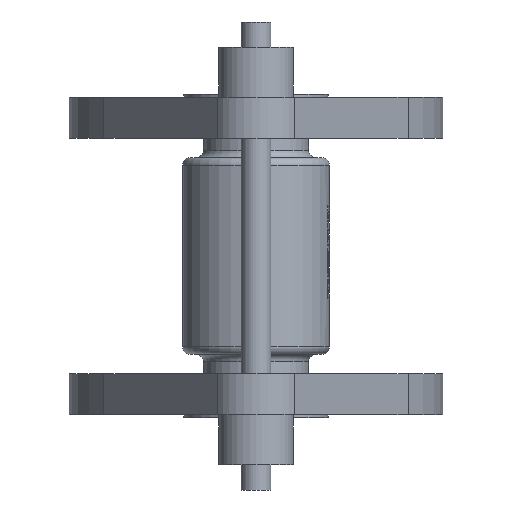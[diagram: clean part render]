
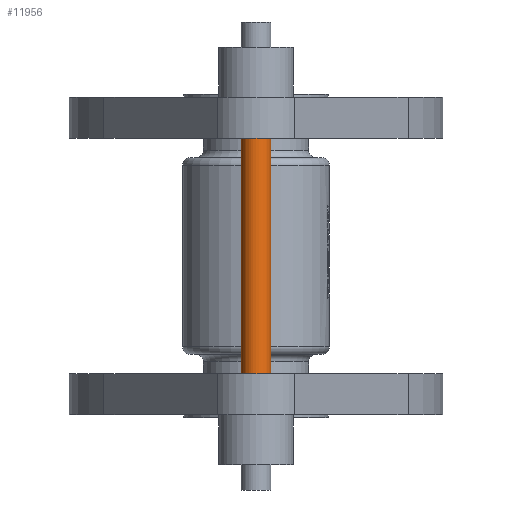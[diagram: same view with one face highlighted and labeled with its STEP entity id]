
A CAD part, front view. The second image highlights one B-rep face of the part: STEP entity #11956.
In plain terms, the highlighted cylindrical face has radius 6 mm (diameter 12 mm), a partial arc.
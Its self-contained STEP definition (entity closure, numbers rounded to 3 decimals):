
#1244 = DIRECTION ( 'NONE',  ( 0., 0., 1. ) ) ;
#2870 = DIRECTION ( 'NONE',  ( 0., 0., 1. ) ) ;
#2987 = EDGE_CURVE ( 'NONE', #18536, #27664, #20060, .T. ) ;
#3451 = CIRCLE ( 'NONE', #16436, 6. ) ;
#3458 = ORIENTED_EDGE ( 'NONE', *, *, #14205, .T. ) ;
#3543 = AXIS2_PLACEMENT_3D ( 'NONE', #9147, #11692, #21842 ) ;
#4214 = ORIENTED_EDGE ( 'NONE', *, *, #2987, .F. ) ;
#5364 = CARTESIAN_POINT ( 'NONE',  ( -6., -96.5, -111.1 ) ) ;
#6866 = CARTESIAN_POINT ( 'NONE',  ( -6., -96.5, -157.8 ) ) ;
#7031 = DIRECTION ( 'NONE',  ( 0., 0., 1. ) ) ;
#7056 = AXIS2_PLACEMENT_3D ( 'NONE', #12185, #7099, #12524 ) ;
#7099 = DIRECTION ( 'NONE',  ( 0., 0., 1. ) ) ;
#7285 = EDGE_CURVE ( 'NONE', #27664, #27379, #3451, .T. ) ;
#8823 = CYLINDRICAL_SURFACE ( 'NONE', #3543, 6. ) ;
#9147 = CARTESIAN_POINT ( 'NONE',  ( 0., -96.5, -157.8 ) ) ;
#10301 = CIRCLE ( 'NONE', #7056, 6. ) ;
#11028 = CARTESIAN_POINT ( 'NONE',  ( 6., -96.5, -16.5 ) ) ;
#11330 = LINE ( 'NONE', #20985, #30867 ) ;
#11692 = DIRECTION ( 'NONE',  ( 0., 0., 1. ) ) ;
#11956 = ADVANCED_FACE ( 'NONE', ( #26935 ), #8823, .T. ) ;
#12185 = CARTESIAN_POINT ( 'NONE',  ( 0., -96.5, -111.1 ) ) ;
#12524 = DIRECTION ( 'NONE',  ( 1., 0., 0. ) ) ;
#12868 = CARTESIAN_POINT ( 'NONE',  ( -6., -96.5, -16.5 ) ) ;
#14205 = EDGE_CURVE ( 'NONE', #18536, #17955, #10301, .T. ) ;
#16436 = AXIS2_PLACEMENT_3D ( 'NONE', #21903, #1244, #27333 ) ;
#16872 = ORIENTED_EDGE ( 'NONE', *, *, #7285, .F. ) ;
#17955 = VERTEX_POINT ( 'NONE', #24256 ) ;
#18536 = VERTEX_POINT ( 'NONE', #5364 ) ;
#19399 = EDGE_CURVE ( 'NONE', #17955, #27379, #11330, .T. ) ;
#19469 = VECTOR ( 'NONE', #7031, 1000. ) ;
#20060 = LINE ( 'NONE', #6866, #19469 ) ;
#20985 = CARTESIAN_POINT ( 'NONE',  ( 6., -96.5, -157.8 ) ) ;
#21842 = DIRECTION ( 'NONE',  ( -1., 0., 0. ) ) ;
#21903 = CARTESIAN_POINT ( 'NONE',  ( 0., -96.5, -16.5 ) ) ;
#24256 = CARTESIAN_POINT ( 'NONE',  ( 6., -96.5, -111.1 ) ) ;
#26386 = ORIENTED_EDGE ( 'NONE', *, *, #19399, .T. ) ;
#26935 = FACE_OUTER_BOUND ( 'NONE', #27405, .T. ) ;
#27333 = DIRECTION ( 'NONE',  ( 1., 0., 0. ) ) ;
#27379 = VERTEX_POINT ( 'NONE', #11028 ) ;
#27405 = EDGE_LOOP ( 'NONE', ( #3458, #26386, #16872, #4214 ) ) ;
#27664 = VERTEX_POINT ( 'NONE', #12868 ) ;
#30867 = VECTOR ( 'NONE', #2870, 1000. ) ;
